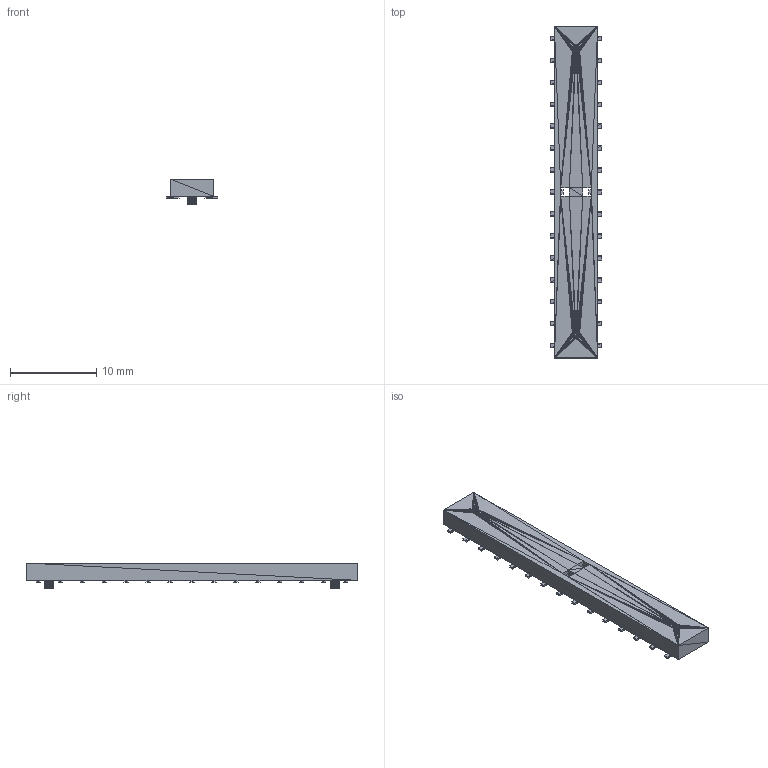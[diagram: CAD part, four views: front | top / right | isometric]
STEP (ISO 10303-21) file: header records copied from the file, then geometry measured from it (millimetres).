
FILE_DESCRIPTION(('FreeCAD Model'),'2;1');
FILE_NAME('MBUS_Socket.step', '2018-06-20T05:15:11',('Author'),(''), 'Open CASCADE STEP processor 7.2','FreeCAD','Unknown');
FILE_SCHEMA(('AUTOMOTIVE_DESIGN { 1 0 10303 214 1 1 1 1 }'));
Length unit declared in the file: millimetre
Products named in the file (31): Plastic_Solid001; Pins_Solid__27_001; Pins_Solid__30_001; Pins_Solid__29_001; Pins_Solid__28_001; Pins_Solid__18_001; Pins_Solid__24_001; Pins_Solid__7_001; Pins_Solid__8_001; Pins_Solid__19_001; Pins_Solid__20_001; Pins_Solid__13_001; Pins_Solid__9_001; Pins_Solid__6_001; Pins_Solid__11_001; Pins_Solid__21_001; Pins_Solid__4_001; Pins_Solid001; Pins_Solid__5_001; Pins_Solid__10_001; Pins_Solid__2_001; Pins_Solid__12_001; Pins_Solid__25_001; Pins_Solid__26_001; Pins_Solid__23_001; Pins_Solid__16_001; Pins_Solid__17_001; Pins_Solid__14_001; Pins_Solid__15_001; Pins_Solid__3_001; Pins_Solid__22_001
Bounding box: 6 x 38.4 x 3 mm (x, y, z)
Surface area: 644.9 mm2 (no closed solid volume)
Topology: 0 solids, 31 shells, 844 faces, 1266 edges, 480 vertices
Faces by surface type: plane 844
Entity records: 32456 total; most frequent: CARTESIAN_POINT 6389, DIRECTION 4222, ORIENTED_EDGE 2532, LINE 2532, VECTOR 2532, PCURVE 2532, DEFINITIONAL_REPRESENTATION 2532, EDGE_CURVE 1266
